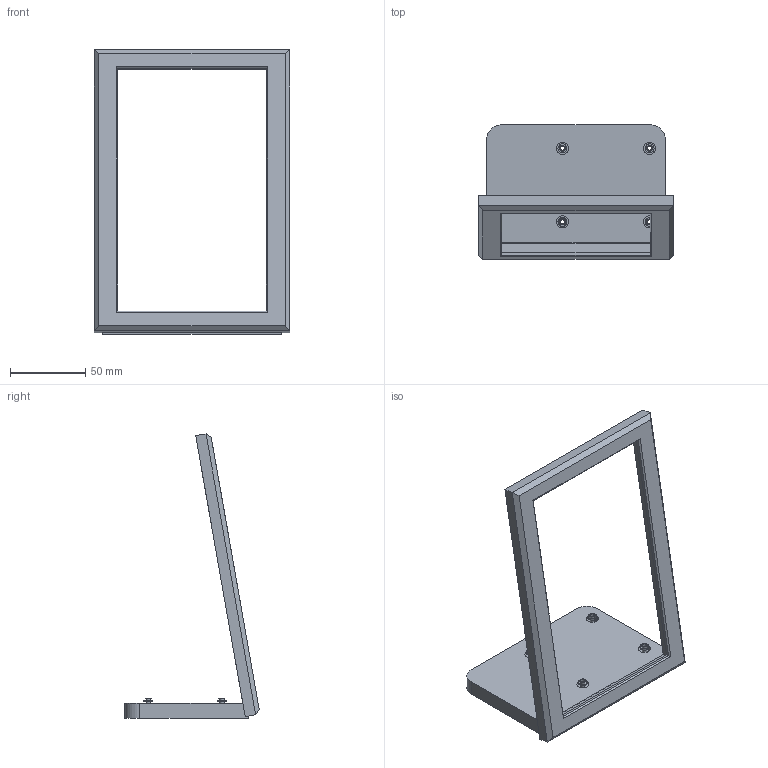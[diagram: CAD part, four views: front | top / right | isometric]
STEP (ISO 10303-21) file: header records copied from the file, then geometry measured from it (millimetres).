
FILE_DESCRIPTION(/* description */ (''),/* implementation_level */ '2;1');
FILE_NAME(/* name */ '488638a8-da8e-4ee4-a451-85c5eea02f89.stp',/* time_stamp */ '2020-09-14T08:19:13+00:00',/* author */ (''),/* organization */ (''),/* preprocessor_version */ 'ST-DEVELOPER v18.1',/* originating_system */ 'Autodesk Translation Framework v9.3.0.1241',/* authorisation */ '');
FILE_SCHEMA (('AUTOMOTIVE_DESIGN { 1 0 10303 214 3 1 1 }'));
Length unit declared in the file: millimetre
Products named in the file (2): frame; RaspPi v1
Assembly tree (1 placements, depth 2):
  frame
    RaspPi v1
Bounding box: 130 x 89.53 x 189.33 mm (x, y, z)
Volume: 155644.5 mm3; surface area: 51504.4 mm2
Topology: 2 solids, 2 shells, 61 faces, 140 edges, 88 vertices
Faces by surface type: plane 43, cylinder 10, cone 8
Full cylindrical faces by diameter (mm): 2.8 x4, 6 x4
Entity records: 1773 total; most frequent: DIRECTION 296, CARTESIAN_POINT 292, ORIENTED_EDGE 280, EDGE_CURVE 140, LINE 112, VECTOR 112, AXIS2_PLACEMENT_3D 92, VERTEX_POINT 88
